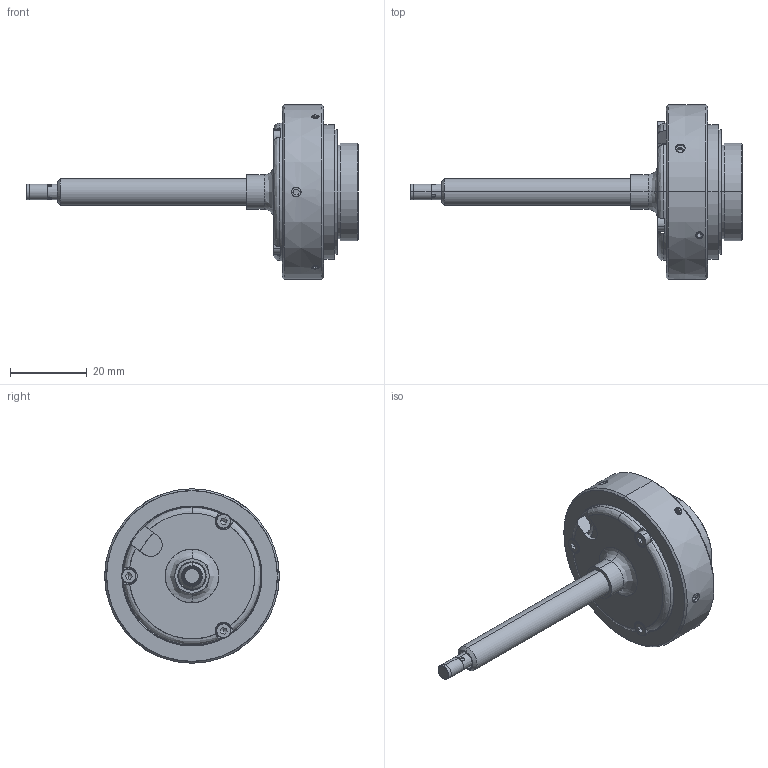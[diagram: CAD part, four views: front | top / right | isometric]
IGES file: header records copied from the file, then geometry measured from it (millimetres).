
Start section: SolidWorks IGES file using analytic representation for surfaces
Global section: file name: DP29785_PCBPN013-WG.igs; native system: SolidWorks 2020; preprocessor: SolidWorks 2020; author: piermario; date: 200512.142216; units: millimetre
Bounding box: 86.59 x 45.5 x 45.5 mm (x, y, z)
Surface area: 12141.5 mm2 (no closed solid volume)
Topology: 0 solids, 0 shells, 223 faces, 3701 edges, 3695 vertices
Faces by surface type: bspline 112, revolution 111
